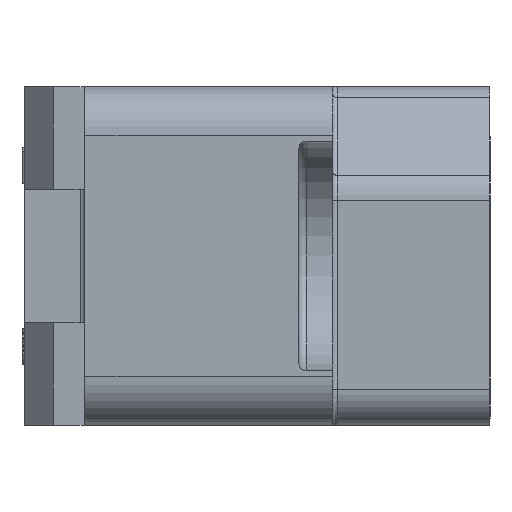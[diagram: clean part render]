
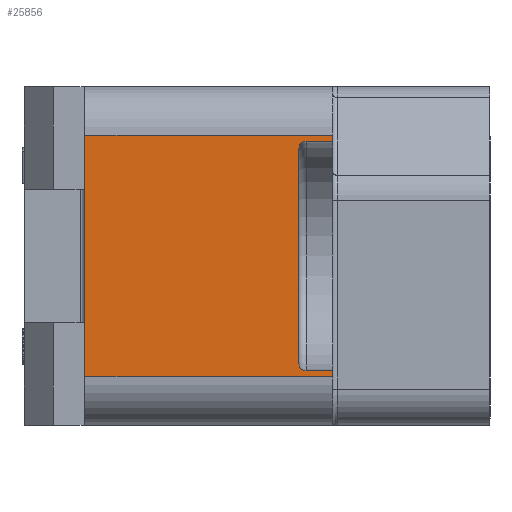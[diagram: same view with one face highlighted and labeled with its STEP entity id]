
A CAD part, left-side view. The second image highlights one B-rep face of the part: STEP entity #25856.
In plain terms, the highlighted planar face has unit normal (-1, 0, 0).
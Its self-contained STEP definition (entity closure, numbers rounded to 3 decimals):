
#2046=DIRECTION('',(0.,0.,-1.));
#2047=VECTOR('',#2046,10.);
#2048=CARTESIAN_POINT('',(-40.,10.25,5.));
#2049=LINE('',#2048,#2047);
#2587=DIRECTION('',(0.,-1.,0.));
#2588=VECTOR('',#2587,10.25);
#2589=CARTESIAN_POINT('',(-40.,10.25,5.));
#2590=LINE('',#2589,#2588);
#7769=DIRECTION('',(0.,1.,0.));
#7770=VECTOR('',#7769,10.25);
#7771=CARTESIAN_POINT('',(-40.,0.,-5.));
#7772=LINE('',#7771,#7770);
#7778=DIRECTION('',(0.,0.,1.));
#7779=VECTOR('',#7778,8.9);
#7780=CARTESIAN_POINT('',(-40.,1.4,-4.45));
#7781=LINE('',#7780,#7779);
#7782=DIRECTION('',(0.,1.,0.));
#7783=VECTOR('',#7782,1.1);
#7784=CARTESIAN_POINT('',(-40.,0.,-4.75));
#7785=LINE('',#7784,#7783);
#7786=DIRECTION('',(0.,0.,-1.));
#7787=VECTOR('',#7786,0.25);
#7788=CARTESIAN_POINT('',(-40.,0.,-4.75));
#7789=LINE('',#7788,#7787);
#7790=DIRECTION('',(0.,0.,-1.));
#7791=VECTOR('',#7790,0.25);
#7792=CARTESIAN_POINT('',(-40.,0.,5.));
#7793=LINE('',#7792,#7791);
#7794=DIRECTION('',(0.,1.,0.));
#7795=VECTOR('',#7794,1.1);
#7796=CARTESIAN_POINT('',(-40.,0.,4.75));
#7797=LINE('',#7796,#7795);
#7821=CARTESIAN_POINT('',(-40.,1.1,-4.45));
#7822=DIRECTION('',(1.,0.,0.));
#7823=DIRECTION('',(0.,0.,-1.));
#7824=AXIS2_PLACEMENT_3D('',#7821,#7822,#7823);
#7845=CARTESIAN_POINT('',(-40.,1.1,4.45));
#7846=DIRECTION('',(1.,0.,0.));
#7847=DIRECTION('',(0.,1.,0.));
#7848=AXIS2_PLACEMENT_3D('',#7845,#7846,#7847);
#12521=CARTESIAN_POINT('',(-40.,0.,5.));
#12522=VERTEX_POINT('',#12521);
#12523=CARTESIAN_POINT('',(-40.,10.25,5.));
#12524=VERTEX_POINT('',#12523);
#12529=CARTESIAN_POINT('',(-40.,10.25,-5.));
#12530=VERTEX_POINT('',#12529);
#12531=CARTESIAN_POINT('',(-40.,0.,-5.));
#12532=VERTEX_POINT('',#12531);
#12541=CARTESIAN_POINT('',(-40.,0.,-4.75));
#12543=VERTEX_POINT('',#12541);
#12547=CARTESIAN_POINT('',(-40.,0.,4.75));
#12548=VERTEX_POINT('',#12547);
#12758=CARTESIAN_POINT('',(-40.,1.4,-4.45));
#12760=VERTEX_POINT('',#12758);
#12762=CARTESIAN_POINT('',(-40.,1.1,-4.75));
#12764=VERTEX_POINT('',#12762);
#12769=CARTESIAN_POINT('',(-40.,1.4,4.45));
#12770=VERTEX_POINT('',#12769);
#12771=CARTESIAN_POINT('',(-40.,1.1,4.75));
#12772=VERTEX_POINT('',#12771);
#25834=CARTESIAN_POINT('',(-40.,0.,7.));
#25835=DIRECTION('',(-1.,0.,0.));
#25836=DIRECTION('',(0.,1.,0.));
#25837=AXIS2_PLACEMENT_3D('',#25834,#25835,#25836);
#25838=PLANE('',#25837);
#25840=ORIENTED_EDGE('',*,*,#25839,.F.);
#25842=ORIENTED_EDGE('',*,*,#25841,.F.);
#25844=ORIENTED_EDGE('',*,*,#25843,.F.);
#25845=ORIENTED_EDGE('',*,*,#18312,.T.);
#25846=ORIENTED_EDGE('',*,*,#25828,.T.);
#25847=ORIENTED_EDGE('',*,*,#17990,.F.);
#25848=ORIENTED_EDGE('',*,*,#18296,.T.);
#25849=ORIENTED_EDGE('',*,*,#18320,.T.);
#25851=ORIENTED_EDGE('',*,*,#25850,.T.);
#25853=ORIENTED_EDGE('',*,*,#25852,.F.);
#25854=EDGE_LOOP('',(#25840,#25842,#25844,#25845,#25846,#25847,#25848,#25849,
#25851,#25853));
#25855=FACE_OUTER_BOUND('',#25854,.F.);
#25856=ADVANCED_FACE('',(#25855),#25838,.T.);
#7825=CIRCLE('',#7824,0.3);
#7849=CIRCLE('',#7848,0.3);
#17990=EDGE_CURVE('',#12524,#12530,#2049,.T.);
#18296=EDGE_CURVE('',#12524,#12522,#2590,.T.);
#18312=EDGE_CURVE('',#12543,#12532,#7789,.T.);
#18320=EDGE_CURVE('',#12522,#12548,#7793,.T.);
#25828=EDGE_CURVE('',#12532,#12530,#7772,.T.);
#25839=EDGE_CURVE('',#12760,#12770,#7781,.T.);
#25841=EDGE_CURVE('',#12764,#12760,#7825,.T.);
#25843=EDGE_CURVE('',#12543,#12764,#7785,.T.);
#25850=EDGE_CURVE('',#12548,#12772,#7797,.T.);
#25852=EDGE_CURVE('',#12770,#12772,#7849,.T.);
